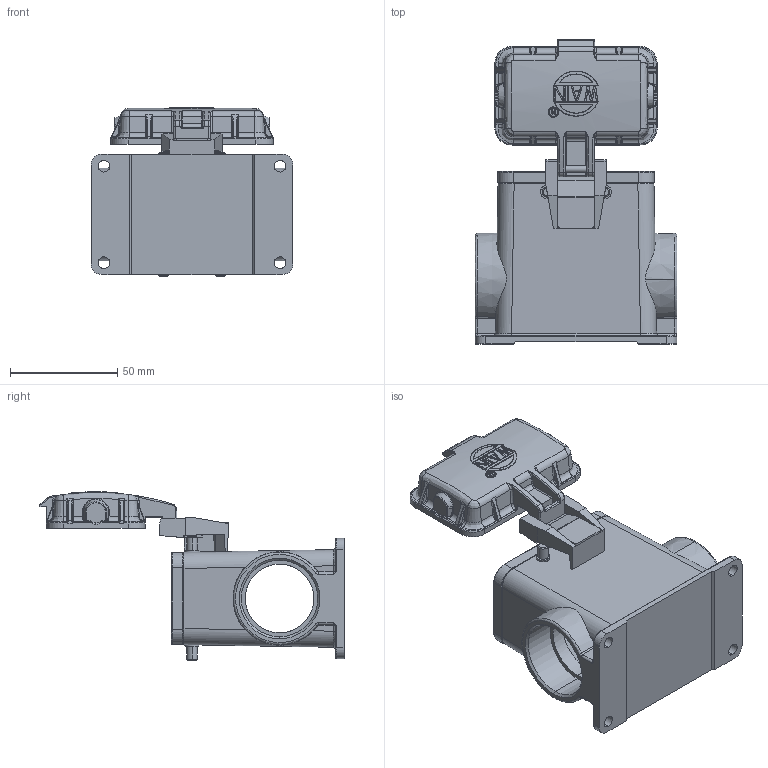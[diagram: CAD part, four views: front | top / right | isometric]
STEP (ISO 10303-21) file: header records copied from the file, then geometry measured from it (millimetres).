
FILE_DESCRIPTION (( 'STEP AP203' ), '1' );
FILE_NAME ('H10B-SFH-4B-MCV-2PG29.STP', '2017-07-20T12:45:12', ( '微软用户' ), ( '微软中国' ), 'SwSTEP 2.0', 'SolidWorks 2012', '' );
FILE_SCHEMA (( 'CONFIG_CONTROL_DESIGN' ));
Products named in the file (1): H10B-SFH-4B-MCV-2PG29
Bounding box: 94 x 141.57 x 78.45 mm (x, y, z)
Volume: 136610.3 mm3; surface area: 64819.8 mm2
Topology: 1 solids, 1 shells, 1129 faces, 2768 edges, 1676 vertices
Faces by surface type: cylinder 390, bspline 381, plane 305, cone 41, torus 12
Entity records: 49875 total; most frequent: CARTESIAN_POINT 26976, ORIENTED_EDGE 5528, DIRECTION 3666, EDGE_CURVE 2764, VERTEX_POINT 1676, AXIS2_PLACEMENT_3D 1309, EDGE_LOOP 1184, FACE_OUTER_BOUND 1129
